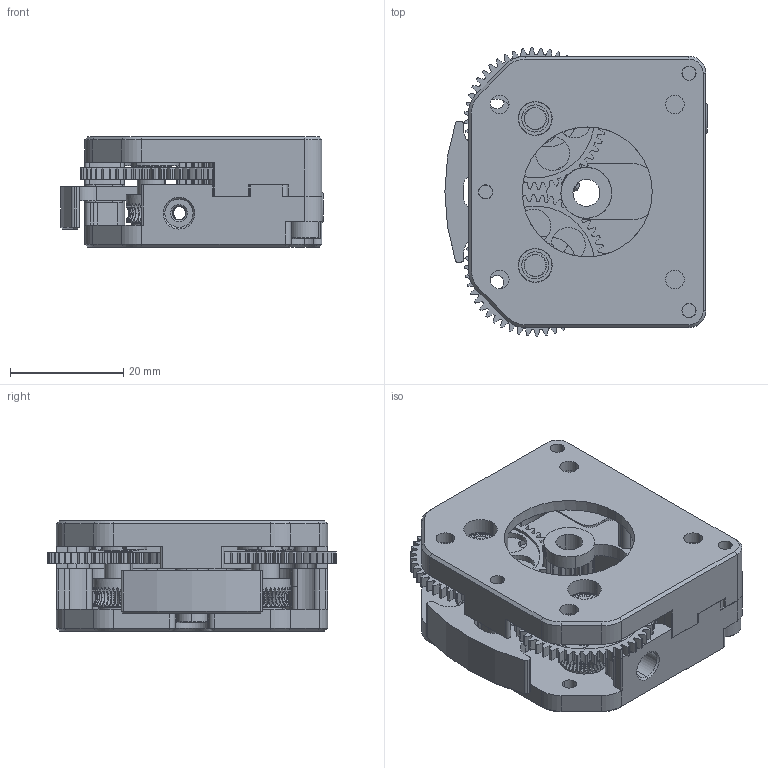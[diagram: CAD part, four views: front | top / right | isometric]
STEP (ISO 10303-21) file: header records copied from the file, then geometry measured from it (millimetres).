
FILE_DESCRIPTION (( 'STEP AP203' ), '1' );
FILE_NAME ('OMG V2-S step.STEP', '2021-09-05T04:48:46', ( '倢毞' ), ( '倢毞馱釬弅' ), 'SwSTEP 2.0', 'SolidWorks 2017', '' );
FILE_SCHEMA (( 'CONFIG_CONTROL_DESIGN' ));
Length unit declared in the file: millimetre
Products named in the file (12): socket set screw cone point_iso_ISO 4027 - M6 x 5-N; B1; U623ZZ-錨璃; C1; D1; socket head cap screw_iso_ISO 4762 M3 x 10 - 10N; 蘸喘 揤踡-A; 踢扽煨藺 ; OMG V2-S  step; socket button head screw_iso_ISO 7380 - M3 x 6 - 6N; T16-5; MR74ZZ
Assembly tree (22 placements, depth 2):
  OMG V2-S  step
    B1
    C1
    socket button head screw_iso_ISO 7380 - M3 x 6 - 6N  x3
    MR74ZZ  x4
    socket head cap screw_iso_ISO 4762 M3 x 10 - 10N  x3
    socket set screw cone point_iso_ISO 4027 - M6 x 5-N  x2
    T16-5
    U623ZZ-錨璃  x2
    踢扽煨藺   x2
    蘸喘 揤踡-A  x2
    D1
Bounding box: 46.41 x 50.99 x 19.5 mm (x, y, z)
Volume: 18299.5 mm3; surface area: 23381 mm2
Topology: 103 solids, 111 shells, 2101 faces, 5666 edges, 3658 vertices
Faces by surface type: cylinder 1007, cone 384, plane 358, torus 214, sphere 138
Entity records: 41910 total; most frequent: CARTESIAN_POINT 8282, DIRECTION 7239, ORIENTED_EDGE 6580, EDGE_CURVE 3299, AXIS2_PLACEMENT_3D 3002, VERTEX_POINT 2143, CIRCLE 1729, EDGE_LOOP 1347
